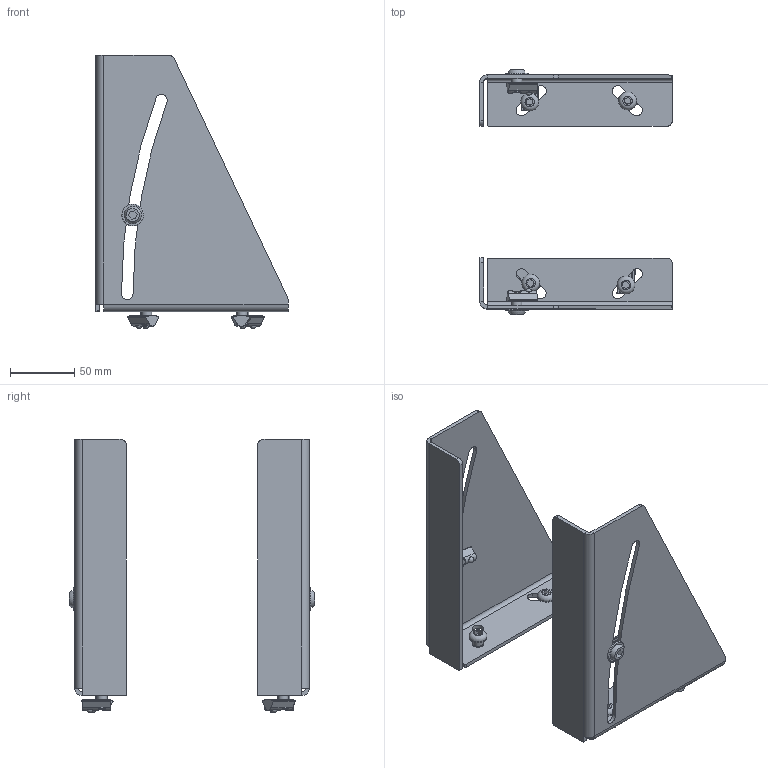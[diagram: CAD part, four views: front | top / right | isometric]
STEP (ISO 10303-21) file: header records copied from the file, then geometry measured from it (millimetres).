
FILE_DESCRIPTION(/* description */ (''),/* implementation_level */ '2;1');
FILE_NAME(/* name */ '13595_KriTec_Konsolen-Schwenkwinkel_8_VA_inkl_Bef-Satz.stp',/* time_stamp */ '2020-06-15T13:23:02+02:00',/* author */ ('jendrek'),/* organization */ (''),/* preprocessor_version */ 'ST-DEVELOPER v17',/* originating_system */ 'Autodesk Inventor 2018',/* authorisation */ '');
FILE_SCHEMA (('AUTOMOTIVE_DESIGN { 1 0 10303 214 3 1 1 }'));
Length unit declared in the file: millimetre
Products named in the file (6): 13595_KriTec_Konsolen-Schwenkwinkel_8_VA_inkl_Bef-Satz; 13556; 13569; 10343; 11870 ; 10794
Assembly tree (14 placements, depth 2):
  13595_KriTec_Konsolen-Schwenkwinkel_8_VA_inkl_Bef-Satz
    13556
    13569
    10343  x6
    11870   x4
    10794  x2
Bounding box: 150 x 191.55 x 213.08 mm (x, y, z)
Volume: 204837.9 mm3; surface area: 145200.8 mm2
Topology: 14 solids, 14 shells, 294 faces, 772 edges, 522 vertices
Faces by surface type: plane 160, cylinder 108, cone 10, sphere 8, torus 8
Full cylindrical faces by diameter (mm): 6.647 x6, 8 x6, 14 x4
Entity records: 4520 total; most frequent: CARTESIAN_POINT 836, DIRECTION 773, ORIENTED_EDGE 690, EDGE_CURVE 345, AXIS2_PLACEMENT_3D 285, VERTEX_POINT 225, LINE 203, VECTOR 203
